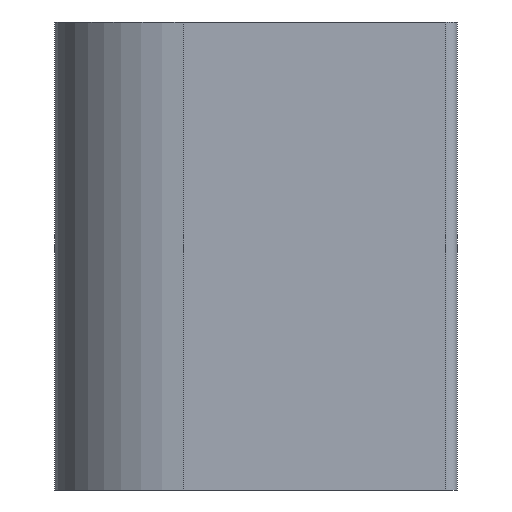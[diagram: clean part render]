
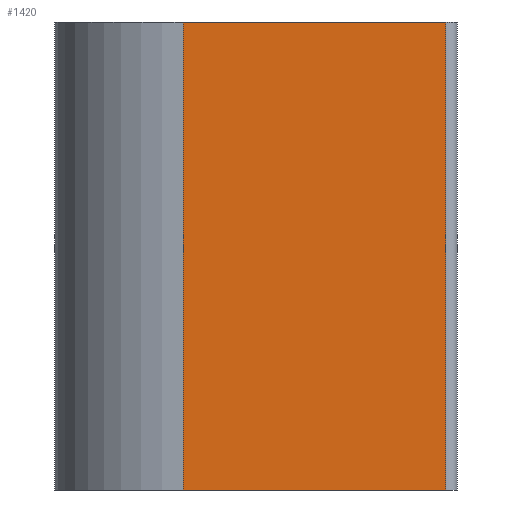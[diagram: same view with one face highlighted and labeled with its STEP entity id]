
A CAD part, left-side view. The second image highlights one B-rep face of the part: STEP entity #1420.
In plain terms, the highlighted planar face has unit normal (-1, 0.018, 0).
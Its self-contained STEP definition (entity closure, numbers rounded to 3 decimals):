
#23=PLANE('',#1489);
#62=LINE('',#1943,#163);
#63=LINE('',#1946,#164);
#64=LINE('',#1948,#165);
#65=LINE('',#1950,#166);
#163=VECTOR('',#1617,1000.);
#164=VECTOR('',#1618,1000.);
#165=VECTOR('',#1619,1000.);
#166=VECTOR('',#1620,1000.);
#327=ORIENTED_EDGE('',*,*,#626,.F.);
#328=ORIENTED_EDGE('',*,*,#627,.F.);
#329=ORIENTED_EDGE('',*,*,#628,.T.);
#330=ORIENTED_EDGE('',*,*,#629,.T.);
#626=EDGE_CURVE('',#775,#776,#62,.T.);
#627=EDGE_CURVE('',#777,#775,#63,.T.);
#628=EDGE_CURVE('',#777,#778,#64,.T.);
#629=EDGE_CURVE('',#778,#776,#65,.T.);
#775=VERTEX_POINT('',#1944);
#776=VERTEX_POINT('',#1945);
#777=VERTEX_POINT('',#1947);
#778=VERTEX_POINT('',#1949);
#872=EDGE_LOOP('',(#327,#328,#329,#330));
#935=FACE_BOUND('',#872,.T.);
#1420=ADVANCED_FACE('',(#935),#23,.T.);
#1489=AXIS2_PLACEMENT_3D('',#1942,#1615,#1616);
#1615=DIRECTION('',(-1.,0.017,0.));
#1616=DIRECTION('',(-0.017,-1.,0.));
#1617=DIRECTION('',(-0.017,-1.,0.));
#1618=DIRECTION('',(0.,0.,1.));
#1619=DIRECTION('',(-0.017,-1.,0.));
#1620=DIRECTION('',(0.,0.,1.));
#1942=CARTESIAN_POINT('',(-9.099,0.159,-32.5));
#1943=CARTESIAN_POINT('',(-9.099,0.159,0.));
#1944=CARTESIAN_POINT('',(-9.099,0.159,0.));
#1945=CARTESIAN_POINT('',(-9.417,-18.061,0.));
#1946=CARTESIAN_POINT('',(-9.099,0.159,-32.5));
#1947=CARTESIAN_POINT('',(-9.099,0.159,-32.5));
#1948=CARTESIAN_POINT('',(-9.099,0.159,-32.5));
#1949=CARTESIAN_POINT('',(-9.417,-18.061,-32.5));
#1950=CARTESIAN_POINT('',(-9.417,-18.061,-32.5));
